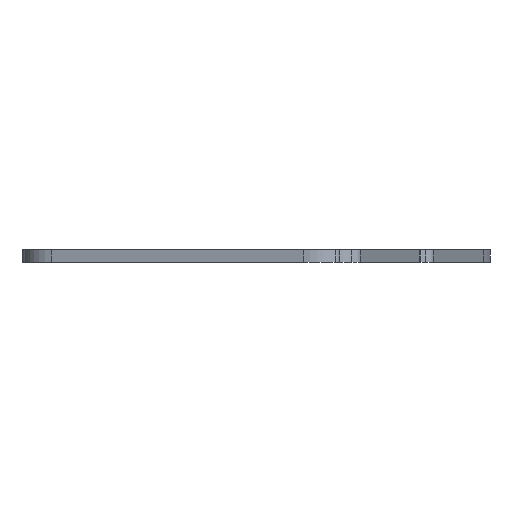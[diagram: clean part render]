
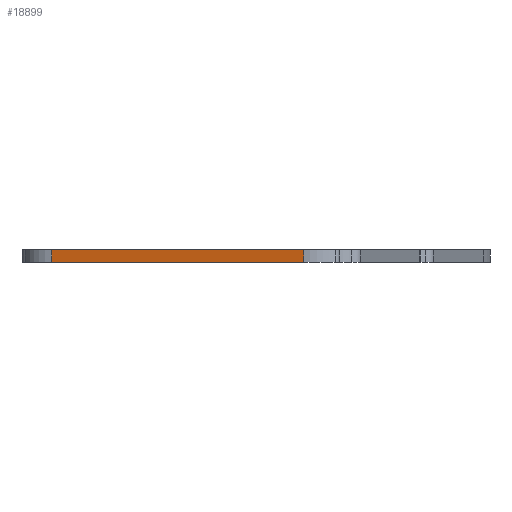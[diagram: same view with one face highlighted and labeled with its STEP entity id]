
A CAD part, left-side view. The second image highlights one B-rep face of the part: STEP entity #18899.
In plain terms, the highlighted planar face has unit normal (-0.966, 0.259, 0).
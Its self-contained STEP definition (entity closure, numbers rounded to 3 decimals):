
#132 = VERTEX_POINT('',#133);
#133 = CARTESIAN_POINT('',(-126.401,92.992,-1.6));
#140 = EDGE_CURVE('',#141,#132,#143,.T.);
#141 = VERTEX_POINT('',#142);
#142 = CARTESIAN_POINT('',(-143.061,30.813,-1.6));
#143 = LINE('',#144,#145);
#144 = CARTESIAN_POINT('',(-143.061,30.813,-1.6));
#145 = VECTOR('',#146,1.);
#146 = DIRECTION('',(0.259,0.966,0.));
#18837 = VERTEX_POINT('',#18838);
#18838 = CARTESIAN_POINT('',(-143.061,30.813,-4.6));
#18845 = EDGE_CURVE('',#18837,#18846,#18848,.T.);
#18846 = VERTEX_POINT('',#18847);
#18847 = CARTESIAN_POINT('',(-126.401,92.992,-4.6));
#18848 = LINE('',#18849,#18850);
#18849 = CARTESIAN_POINT('',(-143.061,30.813,-4.6));
#18850 = VECTOR('',#18851,1.);
#18851 = DIRECTION('',(0.259,0.966,0.));
#18871 = EDGE_CURVE('',#132,#18846,#18872,.T.);
#18872 = LINE('',#18873,#18874);
#18873 = CARTESIAN_POINT('',(-126.401,92.992,-1.6));
#18874 = VECTOR('',#18875,1.);
#18875 = DIRECTION('',(-0.,-0.,-1.));
#18899 = ADVANCED_FACE('',(#18900),#18911,.F.);
#18900 = FACE_BOUND('',#18901,.F.);
#18901 = EDGE_LOOP('',(#18902,#18908,#18909,#18910));
#18902 = ORIENTED_EDGE('',*,*,#18903,.T.);
#18903 = EDGE_CURVE('',#141,#18837,#18904,.T.);
#18904 = LINE('',#18905,#18906);
#18905 = CARTESIAN_POINT('',(-143.061,30.813,-1.6));
#18906 = VECTOR('',#18907,1.);
#18907 = DIRECTION('',(-0.,-0.,-1.));
#18908 = ORIENTED_EDGE('',*,*,#18845,.T.);
#18909 = ORIENTED_EDGE('',*,*,#18871,.F.);
#18910 = ORIENTED_EDGE('',*,*,#140,.F.);
#18911 = PLANE('',#18912);
#18912 = AXIS2_PLACEMENT_3D('',#18913,#18914,#18915);
#18913 = CARTESIAN_POINT('',(-143.061,30.813,-1.6));
#18914 = DIRECTION('',(0.966,-0.259,0.));
#18915 = DIRECTION('',(0.259,0.966,0.));
